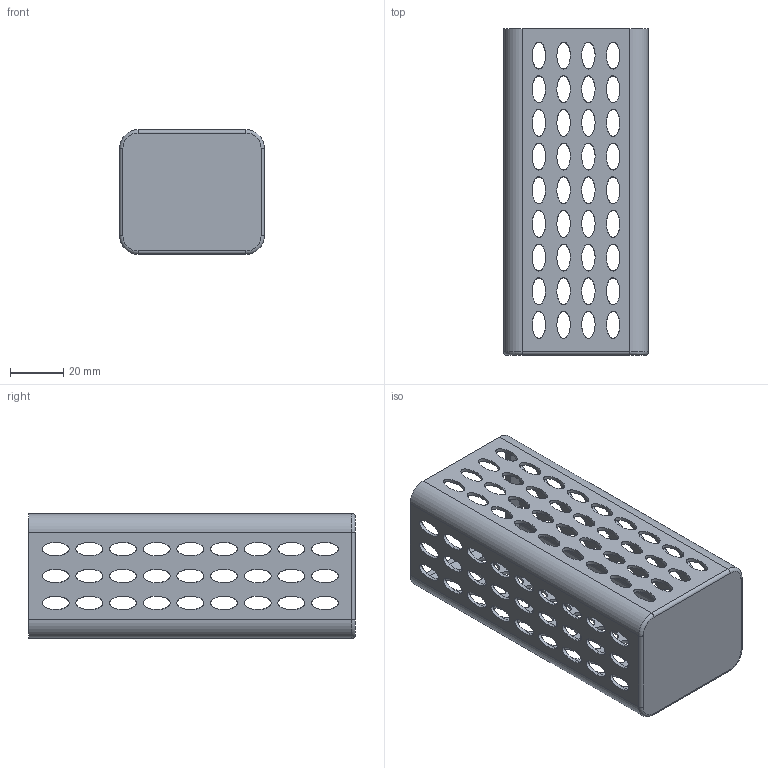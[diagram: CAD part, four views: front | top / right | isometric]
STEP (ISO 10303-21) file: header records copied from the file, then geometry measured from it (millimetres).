
FILE_DESCRIPTION(/* description */ (''),/* implementation_level */ '2;1');
FILE_NAME(/* name */ 'Cage Fast v7.step',/* time_stamp */ '2017-07-11T11:31:56-04:00',/* author */ (''),/* organization */ (''),/* preprocessor_version */ 'ST-DEVELOPER v16.13',/* originating_system */ 'Autodesk Translation Framework v6.1.1.50',/* authorisation */ '');
FILE_SCHEMA (('AUTOMOTIVE_DESIGN { 1 0 10303 214 3 1 1 }'));
Length unit declared in the file: inch
Products named in the file (1): Cage Fast v7
Bounding box: 54.67 x 123.19 x 46.99 mm (x, y, z)
Volume: 27926.3 mm3; surface area: 44859.7 mm2
Topology: 1 solids, 1 shells, 177 faces, 518 edges, 330 vertices
Faces by surface type: bspline 130, cylinder 20, plane 19, cone 4, torus 4
Entity records: 8054 total; most frequent: CARTESIAN_POINT 3326, ORIENTED_EDGE 1036, DIRECTION 802, EDGE_CURVE 518, EDGE_LOOP 416, AXIS2_PLACEMENT_3D 362, VERTEX_POINT 330, ELLIPSE 266
